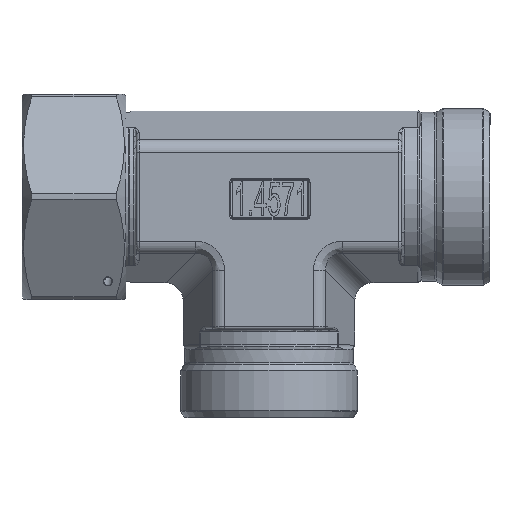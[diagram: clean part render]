
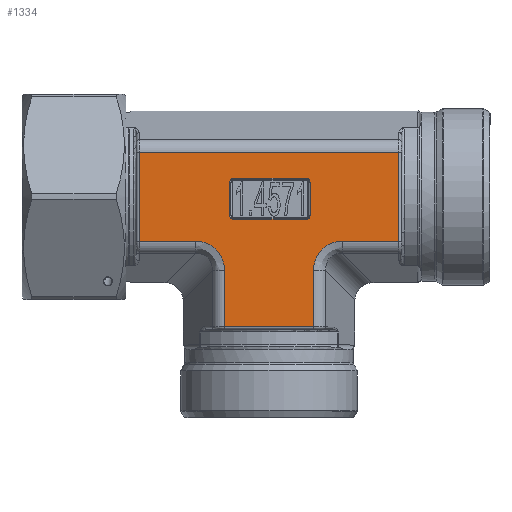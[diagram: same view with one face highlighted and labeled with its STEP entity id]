
A CAD part, top view. The second image highlights one B-rep face of the part: STEP entity #1334.
In plain terms, the highlighted planar face has unit normal (0, 0, 1).
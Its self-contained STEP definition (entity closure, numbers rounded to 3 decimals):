
#159=ELLIPSE('',#6001,13.496,12.);
#160=ELLIPSE('',#6002,13.496,12.);
#197=PLANE('',#6003);
#826=LINE('',#9554,#1064);
#827=LINE('',#9559,#1065);
#828=LINE('',#9563,#1066);
#829=LINE('',#9567,#1067);
#830=LINE('',#9570,#1068);
#831=LINE('',#9573,#1069);
#832=LINE('',#9575,#1070);
#833=LINE('',#9579,#1071);
#834=LINE('',#9581,#1072);
#835=LINE('',#9583,#1073);
#836=LINE('',#9585,#1074);
#837=LINE('',#9587,#1075);
#1064=VECTOR('',#6837,1.);
#1065=VECTOR('',#6840,1.);
#1066=VECTOR('',#6843,1.);
#1067=VECTOR('',#6846,1.);
#1068=VECTOR('',#6849,1.);
#1069=VECTOR('',#6850,1.);
#1070=VECTOR('',#6851,1.);
#1071=VECTOR('',#6854,1.);
#1072=VECTOR('',#6855,1.);
#1073=VECTOR('',#6856,1.);
#1074=VECTOR('',#6857,1.);
#1075=VECTOR('',#6858,1.);
#1334=ADVANCED_FACE('',(#1989,#1990),#197,.T.);
#1989=FACE_BOUND('',#2187,.T.);
#1990=FACE_BOUND('',#2188,.T.);
#2187=EDGE_LOOP('',(#2953,#2954,#2955,#2956,#2957,#2958,#2959,#2960));
#2188=EDGE_LOOP('',(#2961,#2962,#2963,#2964,#2965,#2966,#2967,#2968,#2969,
#2970));
#2953=ORIENTED_EDGE('',*,*,#5053,.T.);
#2954=ORIENTED_EDGE('',*,*,#5054,.T.);
#2955=ORIENTED_EDGE('',*,*,#5055,.T.);
#2956=ORIENTED_EDGE('',*,*,#5056,.T.);
#2957=ORIENTED_EDGE('',*,*,#5057,.T.);
#2958=ORIENTED_EDGE('',*,*,#5058,.T.);
#2959=ORIENTED_EDGE('',*,*,#5059,.T.);
#2960=ORIENTED_EDGE('',*,*,#5060,.T.);
#2961=ORIENTED_EDGE('',*,*,#5061,.T.);
#2962=ORIENTED_EDGE('',*,*,#5062,.T.);
#2963=ORIENTED_EDGE('',*,*,#5063,.T.);
#2964=ORIENTED_EDGE('',*,*,#5064,.F.);
#2965=ORIENTED_EDGE('',*,*,#5065,.F.);
#2966=ORIENTED_EDGE('',*,*,#5066,.T.);
#2967=ORIENTED_EDGE('',*,*,#5067,.T.);
#2968=ORIENTED_EDGE('',*,*,#5068,.T.);
#2969=ORIENTED_EDGE('',*,*,#5069,.T.);
#2970=ORIENTED_EDGE('',*,*,#5070,.T.);
#4457=VERTEX_POINT('',#9555);
#4458=VERTEX_POINT('',#9556);
#4459=VERTEX_POINT('',#9558);
#4460=VERTEX_POINT('',#9560);
#4461=VERTEX_POINT('',#9562);
#4462=VERTEX_POINT('',#9564);
#4463=VERTEX_POINT('',#9566);
#4464=VERTEX_POINT('',#9568);
#4465=VERTEX_POINT('',#9571);
#4466=VERTEX_POINT('',#9572);
#4467=VERTEX_POINT('',#9574);
#4468=VERTEX_POINT('',#9576);
#4469=VERTEX_POINT('',#9578);
#4470=VERTEX_POINT('',#9580);
#4471=VERTEX_POINT('',#9582);
#4472=VERTEX_POINT('',#9584);
#4473=VERTEX_POINT('',#9586);
#4474=VERTEX_POINT('',#9588);
#5053=EDGE_CURVE('',#4457,#4458,#826,.T.);
#5054=EDGE_CURVE('',#4458,#4459,#5654,.T.);
#5055=EDGE_CURVE('',#4459,#4460,#827,.T.);
#5056=EDGE_CURVE('',#4460,#4461,#5655,.T.);
#5057=EDGE_CURVE('',#4461,#4462,#828,.T.);
#5058=EDGE_CURVE('',#4462,#4463,#5656,.T.);
#5059=EDGE_CURVE('',#4463,#4464,#829,.T.);
#5060=EDGE_CURVE('',#4464,#4457,#5657,.T.);
#5061=EDGE_CURVE('',#4465,#4466,#830,.T.);
#5062=EDGE_CURVE('',#4466,#4467,#831,.T.);
#5063=EDGE_CURVE('',#4467,#4468,#832,.T.);
#5064=EDGE_CURVE('',#4469,#4468,#159,.T.);
#5065=EDGE_CURVE('',#4470,#4469,#833,.T.);
#5066=EDGE_CURVE('',#4470,#4471,#834,.T.);
#5067=EDGE_CURVE('',#4471,#4472,#835,.T.);
#5068=EDGE_CURVE('',#4472,#4473,#836,.T.);
#5069=EDGE_CURVE('',#4473,#4474,#837,.T.);
#5070=EDGE_CURVE('',#4474,#4465,#160,.T.);
#5654=CIRCLE('',#5997,1.4);
#5655=CIRCLE('',#5998,1.4);
#5656=CIRCLE('',#5999,1.4);
#5657=CIRCLE('',#6000,1.4);
#5997=AXIS2_PLACEMENT_3D('',#9557,#6838,#6839);
#5998=AXIS2_PLACEMENT_3D('',#9561,#6841,#6842);
#5999=AXIS2_PLACEMENT_3D('',#9565,#6844,#6845);
#6000=AXIS2_PLACEMENT_3D('',#9569,#6847,#6848);
#6001=AXIS2_PLACEMENT_3D('',#9577,#6852,#6853);
#6002=AXIS2_PLACEMENT_3D('',#9589,#6859,#6860);
#6003=AXIS2_PLACEMENT_3D('',#9590,#6861,#6862);
#6837=DIRECTION('',(1.,0.,0.));
#6838=DIRECTION('',(0.,0.,-1.));
#6839=DIRECTION('',(1.,0.,0.));
#6840=DIRECTION('',(0.,-1.,0.));
#6841=DIRECTION('',(0.,0.,-1.));
#6842=DIRECTION('',(1.,0.,0.));
#6843=DIRECTION('',(-1.,0.,0.));
#6844=DIRECTION('',(0.,0.,-1.));
#6845=DIRECTION('',(1.,0.,0.));
#6846=DIRECTION('',(0.,1.,0.));
#6847=DIRECTION('',(0.,0.,-1.));
#6848=DIRECTION('',(1.,0.,0.));
#6849=DIRECTION('',(0.,-1.,0.));
#6850=DIRECTION('',(1.,0.,0.));
#6851=DIRECTION('',(0.,1.,0.));
#6852=DIRECTION('',(0.,0.,1.));
#6853=DIRECTION('',(0.707,-0.707,0.));
#6854=DIRECTION('',(-1.,0.,0.));
#6855=DIRECTION('',(0.,1.,0.));
#6856=DIRECTION('',(-1.,0.,0.));
#6857=DIRECTION('',(0.,-1.,0.));
#6858=DIRECTION('',(1.,0.,0.));
#6859=DIRECTION('',(0.,0.,-1.));
#6860=DIRECTION('',(-0.707,-0.707,0.));
#6861=DIRECTION('',(0.,0.,1.));
#6862=DIRECTION('',(1.,0.,0.));
#9554=CARTESIAN_POINT('',(15.375,7.025,35.));
#9555=CARTESIAN_POINT('',(-13.625,7.025,35.));
#9556=CARTESIAN_POINT('',(14.375,7.025,35.));
#9557=CARTESIAN_POINT('',(14.375,5.625,35.));
#9558=CARTESIAN_POINT('',(15.775,5.625,35.));
#9559=CARTESIAN_POINT('',(15.775,-8.375,35.));
#9560=CARTESIAN_POINT('',(15.775,-7.375,35.));
#9561=CARTESIAN_POINT('',(14.375,-7.375,35.));
#9562=CARTESIAN_POINT('',(14.375,-8.775,35.));
#9563=CARTESIAN_POINT('',(-14.625,-8.775,35.));
#9564=CARTESIAN_POINT('',(-13.625,-8.775,35.));
#9565=CARTESIAN_POINT('',(-13.625,-7.375,35.));
#9566=CARTESIAN_POINT('',(-15.025,-7.375,35.));
#9567=CARTESIAN_POINT('',(-15.025,6.625,35.));
#9568=CARTESIAN_POINT('',(-15.025,5.625,35.));
#9569=CARTESIAN_POINT('',(-13.625,5.625,35.));
#9570=CARTESIAN_POINT('',(-17.124,20.625,35.));
#9571=CARTESIAN_POINT('',(-17.124,-28.4,35.));
#9572=CARTESIAN_POINT('',(-17.124,-50.,35.));
#9573=CARTESIAN_POINT('',(15.187,-50.,35.));
#9574=CARTESIAN_POINT('',(17.124,-50.,35.));
#9575=CARTESIAN_POINT('',(17.124,20.625,35.));
#9576=CARTESIAN_POINT('',(17.124,-28.4,35.));
#9577=CARTESIAN_POINT('',(29.894,-29.894,35.));
#9578=CARTESIAN_POINT('',(28.4,-17.124,35.));
#9579=CARTESIAN_POINT('',(15.187,-17.124,35.));
#9580=CARTESIAN_POINT('',(50.,-17.124,35.));
#9581=CARTESIAN_POINT('',(50.,17.124,35.));
#9582=CARTESIAN_POINT('',(50.,17.124,35.));
#9583=CARTESIAN_POINT('',(15.187,17.124,35.));
#9584=CARTESIAN_POINT('',(-50.,17.124,35.));
#9585=CARTESIAN_POINT('',(-50.,-17.124,35.));
#9586=CARTESIAN_POINT('',(-50.,-17.124,35.));
#9587=CARTESIAN_POINT('',(-20.625,-17.124,35.));
#9588=CARTESIAN_POINT('',(-28.4,-17.124,35.));
#9589=CARTESIAN_POINT('',(-29.894,-29.894,35.));
#9590=CARTESIAN_POINT('',(15.187,20.625,35.));
